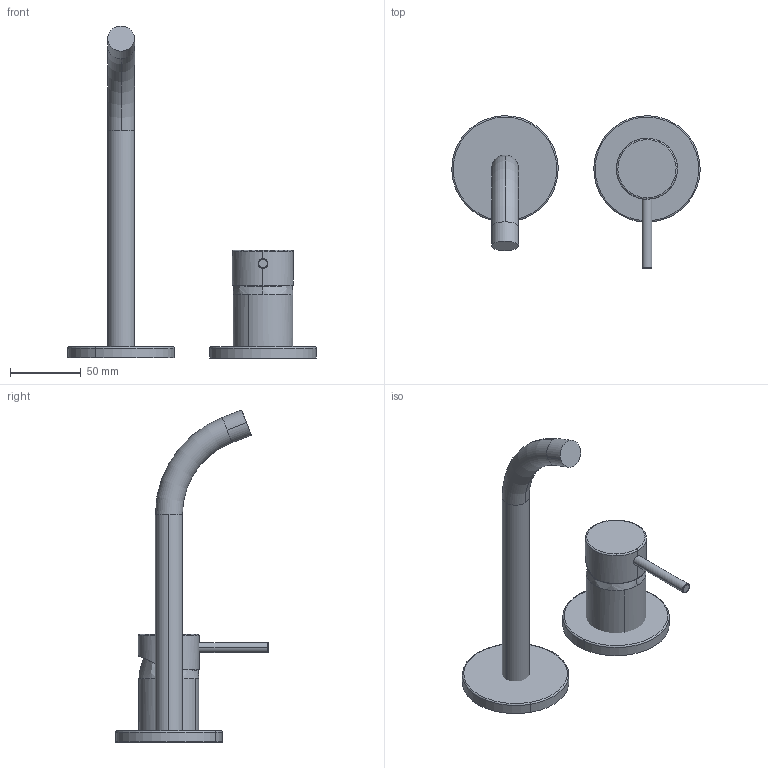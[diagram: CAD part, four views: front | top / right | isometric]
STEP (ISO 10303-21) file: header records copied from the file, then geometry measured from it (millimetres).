
FILE_DESCRIPTION (( 'STEP AP203' ), '1' );
FILE_NAME ('5793217133(2020).STEP', '2020-12-07T08:12:18', ( '' ), ( '' ), 'SwSTEP 2.0', 'SolidWorks 2016', '' );
FILE_SCHEMA (( 'CONFIG_CONTROL_DESIGN' ));
Length unit declared in the file: millimetre
Products named in the file (1): 5793217133(2020)
Bounding box: 174.97 x 107.59 x 233.87 mm (x, y, z)
Volume: 259026 mm3; surface area: 54099.3 mm2
Topology: 6 solids, 6 shells, 50 faces, 103 edges, 65 vertices
Faces by surface type: cylinder 16, bspline 15, plane 13, torus 6
Entity records: 1951 total; most frequent: CARTESIAN_POINT 908, ORIENTED_EDGE 206, DIRECTION 191, EDGE_CURVE 103, AXIS2_PLACEMENT_3D 87, VERTEX_POINT 65, CIRCLE 51, FACE_OUTER_BOUND 50
